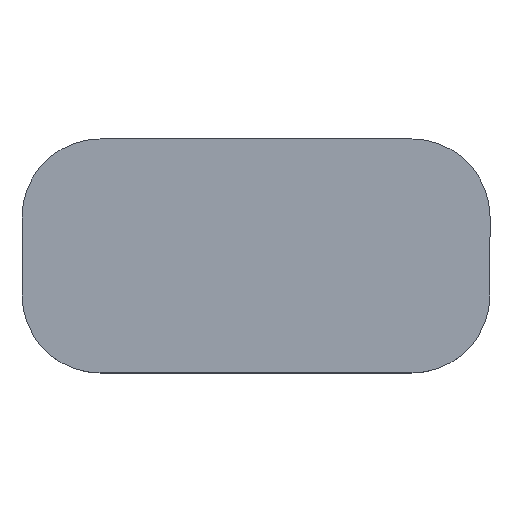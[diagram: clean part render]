
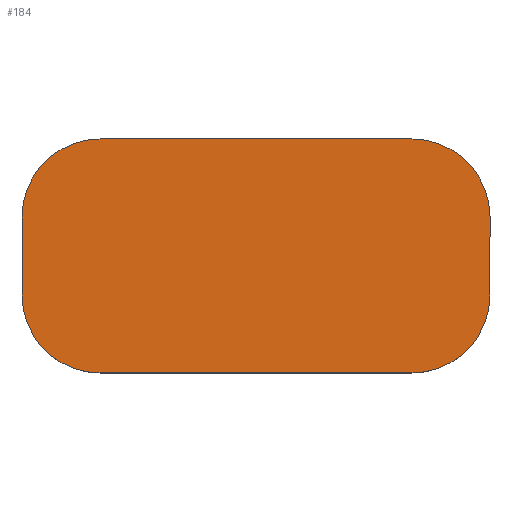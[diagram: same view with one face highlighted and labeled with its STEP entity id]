
A CAD part, top view. The second image highlights one B-rep face of the part: STEP entity #184.
In plain terms, the highlighted planar face has unit normal (0, 0, 1).
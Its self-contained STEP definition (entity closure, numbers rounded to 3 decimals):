
#7 = DIRECTION ( 'NONE',  ( 0., 0., 1. ) ) ;
#8 = CARTESIAN_POINT ( 'NONE',  ( 10., -10., 0.8 ) ) ;
#9 = LINE ( 'NONE', #89, #25 ) ;
#10 = EDGE_CURVE ( 'NONE', #172, #59, #279, .T. ) ;
#11 = FACE_OUTER_BOUND ( 'NONE', #169, .T. ) ;
#20 = LINE ( 'NONE', #114, #139 ) ;
#23 = CARTESIAN_POINT ( 'NONE',  ( 50., -10., 0.8 ) ) ;
#25 = VECTOR ( 'NONE', #65, 1000. ) ;
#29 = DIRECTION ( 'NONE',  ( 0., -1., 0. ) ) ;
#31 = CARTESIAN_POINT ( 'NONE',  ( 0., -10., 0.8 ) ) ;
#33 = CARTESIAN_POINT ( 'NONE',  ( 60., -10., 0.8 ) ) ;
#42 = EDGE_CURVE ( 'NONE', #59, #82, #142, .T. ) ;
#46 = VECTOR ( 'NONE', #29, 1000. ) ;
#47 = EDGE_CURVE ( 'NONE', #82, #141, #67, .T. ) ;
#52 = DIRECTION ( 'NONE',  ( 1., 0., 0. ) ) ;
#53 = ORIENTED_EDGE ( 'NONE', *, *, #47, .T. ) ;
#59 = VERTEX_POINT ( 'NONE', #251 ) ;
#62 = ORIENTED_EDGE ( 'NONE', *, *, #69, .T. ) ;
#63 = DIRECTION ( 'NONE',  ( 0., 1., 0. ) ) ;
#65 = DIRECTION ( 'NONE',  ( -1., 0., 0. ) ) ;
#67 = CIRCLE ( 'NONE', #269, 10. ) ;
#69 = EDGE_CURVE ( 'NONE', #308, #298, #234, .T. ) ;
#74 = AXIS2_PLACEMENT_3D ( 'NONE', #23, #116, #125 ) ;
#79 = ORIENTED_EDGE ( 'NONE', *, *, #189, .T. ) ;
#81 = CARTESIAN_POINT ( 'NONE',  ( 0., -20., 0.8 ) ) ;
#82 = VERTEX_POINT ( 'NONE', #81 ) ;
#85 = ORIENTED_EDGE ( 'NONE', *, *, #217, .T. ) ;
#89 = CARTESIAN_POINT ( 'NONE',  ( 10., 0., 0.8 ) ) ;
#98 = VERTEX_POINT ( 'NONE', #323 ) ;
#110 = DIRECTION ( 'NONE',  ( 1., 0., 0. ) ) ;
#111 = DIRECTION ( 'NONE',  ( 0., 0., 1. ) ) ;
#112 = AXIS2_PLACEMENT_3D ( 'NONE', #182, #7, #162 ) ;
#114 = CARTESIAN_POINT ( 'NONE',  ( 10., -30., 0.8 ) ) ;
#116 = DIRECTION ( 'NONE',  ( 0., 0., 1. ) ) ;
#125 = DIRECTION ( 'NONE',  ( -1., 0., 0. ) ) ;
#135 = LINE ( 'NONE', #33, #319 ) ;
#136 = CARTESIAN_POINT ( 'NONE',  ( 50., -20., 0.8 ) ) ;
#139 = VECTOR ( 'NONE', #195, 1000. ) ;
#140 = ORIENTED_EDGE ( 'NONE', *, *, #160, .T. ) ;
#141 = VERTEX_POINT ( 'NONE', #280 ) ;
#142 = LINE ( 'NONE', #31, #46 ) ;
#146 = VERTEX_POINT ( 'NONE', #305 ) ;
#147 = CIRCLE ( 'NONE', #321, 10. ) ;
#155 = DIRECTION ( 'NONE',  ( 1., 0., 0. ) ) ;
#160 = EDGE_CURVE ( 'NONE', #141, #98, #20, .T. ) ;
#162 = DIRECTION ( 'NONE',  ( 1., 0., 0. ) ) ;
#169 = EDGE_LOOP ( 'NONE', ( #248, #301, #53, #140, #202, #85, #62, #79 ) ) ;
#172 = VERTEX_POINT ( 'NONE', #289 ) ;
#182 = CARTESIAN_POINT ( 'NONE',  ( 10., -10., 0.8 ) ) ;
#184 = ADVANCED_FACE ( 'NONE', ( #11 ), #261, .T. ) ;
#187 = CARTESIAN_POINT ( 'NONE',  ( 50., 0., 0.8 ) ) ;
#189 = EDGE_CURVE ( 'NONE', #298, #172, #9, .T. ) ;
#195 = DIRECTION ( 'NONE',  ( 1., 0., 0. ) ) ;
#202 = ORIENTED_EDGE ( 'NONE', *, *, #314, .T. ) ;
#217 = EDGE_CURVE ( 'NONE', #146, #308, #135, .T. ) ;
#234 = CIRCLE ( 'NONE', #74, 10. ) ;
#248 = ORIENTED_EDGE ( 'NONE', *, *, #10, .T. ) ;
#251 = CARTESIAN_POINT ( 'NONE',  ( 0., -10., 0.8 ) ) ;
#254 = AXIS2_PLACEMENT_3D ( 'NONE', #8, #281, #155 ) ;
#258 = CARTESIAN_POINT ( 'NONE',  ( 10., -20., 0.8 ) ) ;
#261 = PLANE ( 'NONE',  #112 ) ;
#269 = AXIS2_PLACEMENT_3D ( 'NONE', #258, #300, #52 ) ;
#270 = CARTESIAN_POINT ( 'NONE',  ( 60., -10., 0.8 ) ) ;
#279 = CIRCLE ( 'NONE', #254, 10. ) ;
#280 = CARTESIAN_POINT ( 'NONE',  ( 10., -30., 0.8 ) ) ;
#281 = DIRECTION ( 'NONE',  ( 0., 0., 1. ) ) ;
#289 = CARTESIAN_POINT ( 'NONE',  ( 10., 0., 0.8 ) ) ;
#298 = VERTEX_POINT ( 'NONE', #187 ) ;
#300 = DIRECTION ( 'NONE',  ( 0., 0., 1. ) ) ;
#301 = ORIENTED_EDGE ( 'NONE', *, *, #42, .T. ) ;
#305 = CARTESIAN_POINT ( 'NONE',  ( 60., -20., 0.8 ) ) ;
#308 = VERTEX_POINT ( 'NONE', #270 ) ;
#314 = EDGE_CURVE ( 'NONE', #98, #146, #147, .T. ) ;
#319 = VECTOR ( 'NONE', #63, 1000. ) ;
#321 = AXIS2_PLACEMENT_3D ( 'NONE', #136, #111, #110 ) ;
#323 = CARTESIAN_POINT ( 'NONE',  ( 50., -30., 0.8 ) ) ;
